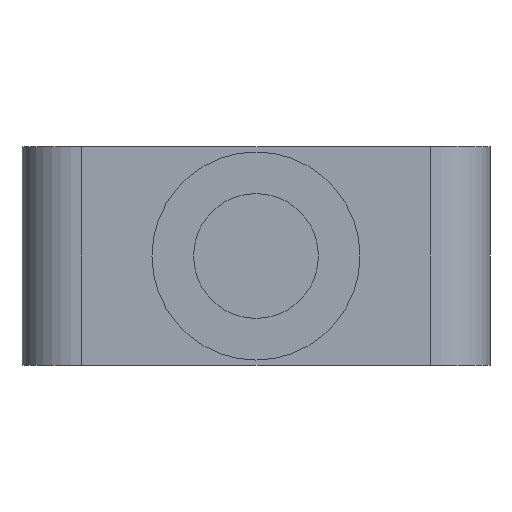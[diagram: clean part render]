
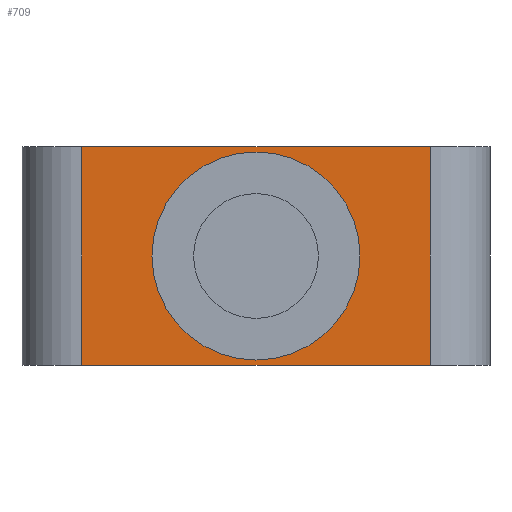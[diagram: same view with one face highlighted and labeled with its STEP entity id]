
A CAD part, left-side view. The second image highlights one B-rep face of the part: STEP entity #709.
In plain terms, the highlighted planar face has unit normal (-1, 0, 0).
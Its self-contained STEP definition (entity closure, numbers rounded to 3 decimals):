
#9 = EDGE_CURVE ( 'NONE', #586, #569, #924, .T. ) ;
#64 = AXIS2_PLACEMENT_3D ( 'NONE', #347, #363, #364 ) ;
#68 = AXIS2_PLACEMENT_3D ( 'NONE', #353, #366, #369 ) ;
#78 = AXIS2_PLACEMENT_3D ( 'NONE', #244, #243, #247 ) ;
#99 = EDGE_CURVE ( 'NONE', #593, #569, #957, .T. ) ;
#100 = EDGE_CURVE ( 'NONE', #593, #564, #967, .T. ) ;
#125 = EDGE_CURVE ( 'NONE', #641, #631, #999, .T. ) ;
#126 = EDGE_CURVE ( 'NONE', #631, #641, #1000, .T. ) ;
#152 = EDGE_CURVE ( 'NONE', #564, #586, #1019, .T. ) ;
#243 = DIRECTION ( 'NONE',  ( 1., 0., 0. ) ) ;
#244 = CARTESIAN_POINT ( 'NONE',  ( -22.5, 22.5, 21. ) ) ;
#245 = PLANE ( 'NONE',  #78 ) ;
#247 = DIRECTION ( 'NONE',  ( 0., 1., 0. ) ) ;
#285 = CARTESIAN_POINT ( 'NONE',  ( -22.5, 16.75, 21. ) ) ;
#311 = DIRECTION ( 'NONE',  ( 0., 0., -1. ) ) ;
#313 = DIRECTION ( 'NONE',  ( 0., -1., 0. ) ) ;
#347 = CARTESIAN_POINT ( 'NONE',  ( -22.5, 0., 10.5 ) ) ;
#353 = CARTESIAN_POINT ( 'NONE',  ( -22.5, 0., 10.5 ) ) ;
#363 = DIRECTION ( 'NONE',  ( -1., 0., 0. ) ) ;
#364 = DIRECTION ( 'NONE',  ( 0., 1., 0. ) ) ;
#366 = DIRECTION ( 'NONE',  ( -1., 0., 0. ) ) ;
#369 = DIRECTION ( 'NONE',  ( 0., 1., 0. ) ) ;
#394 = CARTESIAN_POINT ( 'NONE',  ( -22.5, 0., 20.5 ) ) ;
#403 = CARTESIAN_POINT ( 'NONE',  ( -22.5, 0., 0.5 ) ) ;
#412 = CARTESIAN_POINT ( 'NONE',  ( -22.5, 16.75, 21. ) ) ;
#416 = CARTESIAN_POINT ( 'NONE',  ( -22.5, -16.75, 0. ) ) ;
#425 = CARTESIAN_POINT ( 'NONE',  ( -22.5, -16.75, 21. ) ) ;
#429 = CARTESIAN_POINT ( 'NONE',  ( -22.5, 16.75, 0. ) ) ;
#469 = DIRECTION ( 'NONE',  ( 0., -1., 0. ) ) ;
#470 = CARTESIAN_POINT ( 'NONE',  ( -22.5, 22.5, 0. ) ) ;
#515 = CARTESIAN_POINT ( 'NONE',  ( -22.5, 22.5, 21. ) ) ;
#536 = DIRECTION ( 'NONE',  ( 0., 0., 1. ) ) ;
#564 = VERTEX_POINT ( 'NONE', #429 ) ;
#569 = VERTEX_POINT ( 'NONE', #425 ) ;
#586 = VERTEX_POINT ( 'NONE', #416 ) ;
#593 = VERTEX_POINT ( 'NONE', #412 ) ;
#631 = VERTEX_POINT ( 'NONE', #403 ) ;
#641 = VERTEX_POINT ( 'NONE', #394 ) ;
#644 = CARTESIAN_POINT ( 'NONE',  ( -22.5, -16.75, 21. ) ) ;
#709 = ADVANCED_FACE ( 'NONE', ( #1117, #1118 ), #245, .F. ) ;
#730 = EDGE_LOOP ( 'NONE', ( #795, #796 ) ) ;
#749 = EDGE_LOOP ( 'NONE', ( #917, #831, #887, #794 ) ) ;
#794 = ORIENTED_EDGE ( 'NONE', *, *, #100, .T. ) ;
#795 = ORIENTED_EDGE ( 'NONE', *, *, #126, .F. ) ;
#796 = ORIENTED_EDGE ( 'NONE', *, *, #125, .F. ) ;
#831 = ORIENTED_EDGE ( 'NONE', *, *, #9, .T. ) ;
#887 = ORIENTED_EDGE ( 'NONE', *, *, #99, .F. ) ;
#917 = ORIENTED_EDGE ( 'NONE', *, *, #152, .T. ) ;
#924 = LINE ( 'NONE', #644, #928 ) ;
#928 = VECTOR ( 'NONE', #536, 1000. ) ;
#957 = LINE ( 'NONE', #515, #966 ) ;
#966 = VECTOR ( 'NONE', #313, 1000. ) ;
#967 = LINE ( 'NONE', #285, #968 ) ;
#968 = VECTOR ( 'NONE', #311, 1000. ) ;
#999 = CIRCLE ( 'NONE', #64, 10. ) ;
#1000 = CIRCLE ( 'NONE', #68, 10. ) ;
#1019 = LINE ( 'NONE', #470, #1020 ) ;
#1020 = VECTOR ( 'NONE', #469, 1000. ) ;
#1117 = FACE_OUTER_BOUND ( 'NONE', #749, .T. ) ;
#1118 = FACE_BOUND ( 'NONE', #730, .T. ) ;
